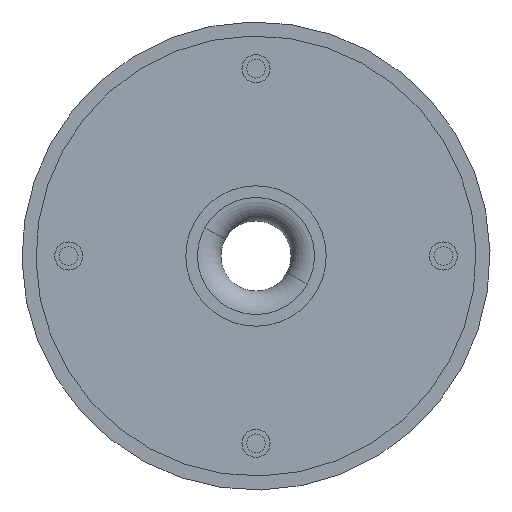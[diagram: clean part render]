
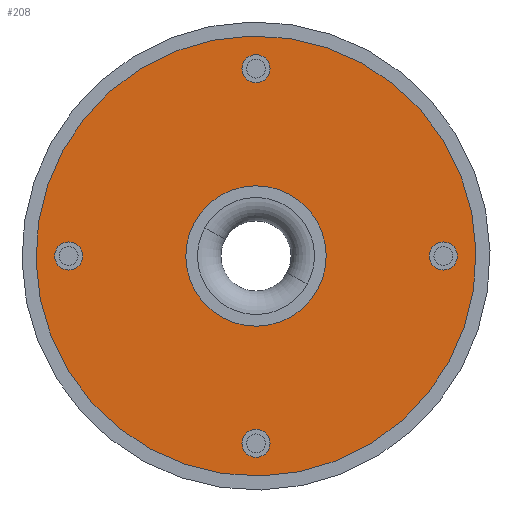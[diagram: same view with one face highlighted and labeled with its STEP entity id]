
A CAD part, front view. The second image highlights one B-rep face of the part: STEP entity #208.
In plain terms, the highlighted planar face has unit normal (0, -1, 0).
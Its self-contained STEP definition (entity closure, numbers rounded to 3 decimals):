
#70=CARTESIAN_POINT('Vertex',(-3.,1.,40.)) ;
#73=CARTESIAN_POINT('Axis2P3D Location',(0.,1.,40.)) ;
#77=CARTESIAN_POINT('Vertex',(3.,1.,40.)) ;
#97=CARTESIAN_POINT('Axis2P3D Location',(0.,1.,40.)) ;
#109=CARTESIAN_POINT('Axis2P3D Location',(0.,1.,15.)) ;
#114=CARTESIAN_POINT('Axis2P3D Location',(0.,1.,0.)) ;
#118=CARTESIAN_POINT('Vertex',(22.533,1.,41.246)) ;
#120=CARTESIAN_POINT('Vertex',(-22.533,1.,-41.246)) ;
#123=CARTESIAN_POINT('Axis2P3D Location',(0.,1.,0.)) ;
#136=CARTESIAN_POINT('Axis2P3D Location',(0.,1.,0.)) ;
#140=CARTESIAN_POINT('Vertex',(-7.191,1.,-13.164)) ;
#142=CARTESIAN_POINT('Vertex',(7.191,1.,13.164)) ;
#145=CARTESIAN_POINT('Axis2P3D Location',(0.,1.,0.)) ;
#154=CARTESIAN_POINT('Axis2P3D Location',(-40.,1.,0.)) ;
#158=CARTESIAN_POINT('Vertex',(-40.,1.,-3.)) ;
#160=CARTESIAN_POINT('Vertex',(-40.,1.,3.)) ;
#163=CARTESIAN_POINT('Axis2P3D Location',(-40.,1.,0.)) ;
#172=CARTESIAN_POINT('Axis2P3D Location',(0.,1.,-40.)) ;
#176=CARTESIAN_POINT('Vertex',(3.,1.,-40.)) ;
#178=CARTESIAN_POINT('Vertex',(-3.,1.,-40.)) ;
#181=CARTESIAN_POINT('Axis2P3D Location',(0.,1.,-40.)) ;
#190=CARTESIAN_POINT('Axis2P3D Location',(40.,1.,0.)) ;
#194=CARTESIAN_POINT('Vertex',(40.,1.,3.)) ;
#196=CARTESIAN_POINT('Vertex',(40.,1.,-3.)) ;
#199=CARTESIAN_POINT('Axis2P3D Location',(40.,1.,0.)) ;
#74=DIRECTION('Axis2P3D Direction',(0.,-1.,0.)) ;
#98=DIRECTION('Axis2P3D Direction',(0.,-1.,0.)) ;
#110=DIRECTION('Axis2P3D Direction',(0.,1.,0.)) ;
#111=DIRECTION('Axis2P3D XDirection',(1.,-0.,0.)) ;
#115=DIRECTION('Axis2P3D Direction',(0.,1.,0.)) ;
#124=DIRECTION('Axis2P3D Direction',(0.,1.,0.)) ;
#137=DIRECTION('Axis2P3D Direction',(0.,1.,0.)) ;
#146=DIRECTION('Axis2P3D Direction',(0.,1.,0.)) ;
#155=DIRECTION('Axis2P3D Direction',(0.,1.,0.)) ;
#164=DIRECTION('Axis2P3D Direction',(0.,1.,0.)) ;
#173=DIRECTION('Axis2P3D Direction',(0.,1.,0.)) ;
#182=DIRECTION('Axis2P3D Direction',(0.,1.,0.)) ;
#191=DIRECTION('Axis2P3D Direction',(0.,1.,0.)) ;
#200=DIRECTION('Axis2P3D Direction',(0.,1.,0.)) ;
#75=AXIS2_PLACEMENT_3D('Circle Axis2P3D',#73,#74,$) ;
#99=AXIS2_PLACEMENT_3D('Circle Axis2P3D',#97,#98,$) ;
#112=AXIS2_PLACEMENT_3D('Plane Axis2P3D',#109,#110,#111) ;
#116=AXIS2_PLACEMENT_3D('Circle Axis2P3D',#114,#115,$) ;
#125=AXIS2_PLACEMENT_3D('Circle Axis2P3D',#123,#124,$) ;
#138=AXIS2_PLACEMENT_3D('Circle Axis2P3D',#136,#137,$) ;
#147=AXIS2_PLACEMENT_3D('Circle Axis2P3D',#145,#146,$) ;
#156=AXIS2_PLACEMENT_3D('Circle Axis2P3D',#154,#155,$) ;
#165=AXIS2_PLACEMENT_3D('Circle Axis2P3D',#163,#164,$) ;
#174=AXIS2_PLACEMENT_3D('Circle Axis2P3D',#172,#173,$) ;
#183=AXIS2_PLACEMENT_3D('Circle Axis2P3D',#181,#182,$) ;
#192=AXIS2_PLACEMENT_3D('Circle Axis2P3D',#190,#191,$) ;
#201=AXIS2_PLACEMENT_3D('Circle Axis2P3D',#199,#200,$) ;
#129=ORIENTED_EDGE('',*,*,#122,.F.) ;
#130=ORIENTED_EDGE('',*,*,#127,.F.) ;
#133=ORIENTED_EDGE('',*,*,#79,.F.) ;
#134=ORIENTED_EDGE('',*,*,#101,.F.) ;
#151=ORIENTED_EDGE('',*,*,#144,.T.) ;
#152=ORIENTED_EDGE('',*,*,#149,.T.) ;
#169=ORIENTED_EDGE('',*,*,#162,.F.) ;
#170=ORIENTED_EDGE('',*,*,#167,.F.) ;
#187=ORIENTED_EDGE('',*,*,#180,.F.) ;
#188=ORIENTED_EDGE('',*,*,#185,.F.) ;
#205=ORIENTED_EDGE('',*,*,#198,.F.) ;
#206=ORIENTED_EDGE('',*,*,#203,.F.) ;
#135=FACE_BOUND('',#132,.T.) ;
#153=FACE_BOUND('',#150,.T.) ;
#171=FACE_BOUND('',#168,.T.) ;
#189=FACE_BOUND('',#186,.T.) ;
#207=FACE_BOUND('',#204,.T.) ;
#208=ADVANCED_FACE('Corps principal',(#131,#135,#153,#171,#189,#207),#113,.F.) ;
#76=CIRCLE('generated circle',#75,3.) ;
#100=CIRCLE('generated circle',#99,3.) ;
#117=CIRCLE('generated circle',#116,47.) ;
#126=CIRCLE('generated circle',#125,47.) ;
#139=CIRCLE('generated circle',#138,15.) ;
#148=CIRCLE('generated circle',#147,15.) ;
#157=CIRCLE('generated circle',#156,3.) ;
#166=CIRCLE('generated circle',#165,3.) ;
#175=CIRCLE('generated circle',#174,3.) ;
#184=CIRCLE('generated circle',#183,3.) ;
#193=CIRCLE('generated circle',#192,3.) ;
#202=CIRCLE('generated circle',#201,3.) ;
#79=EDGE_CURVE('',#71,#78,#76,.T.) ;
#101=EDGE_CURVE('',#78,#71,#100,.T.) ;
#122=EDGE_CURVE('',#119,#121,#117,.T.) ;
#127=EDGE_CURVE('',#121,#119,#126,.T.) ;
#144=EDGE_CURVE('',#141,#143,#139,.T.) ;
#149=EDGE_CURVE('',#143,#141,#148,.T.) ;
#162=EDGE_CURVE('',#159,#161,#157,.F.) ;
#167=EDGE_CURVE('',#161,#159,#166,.F.) ;
#180=EDGE_CURVE('',#177,#179,#175,.F.) ;
#185=EDGE_CURVE('',#179,#177,#184,.F.) ;
#198=EDGE_CURVE('',#195,#197,#193,.F.) ;
#203=EDGE_CURVE('',#197,#195,#202,.F.) ;
#128=EDGE_LOOP('',(#129,#130)) ;
#132=EDGE_LOOP('',(#133,#134)) ;
#150=EDGE_LOOP('',(#151,#152)) ;
#168=EDGE_LOOP('',(#169,#170)) ;
#186=EDGE_LOOP('',(#187,#188)) ;
#204=EDGE_LOOP('',(#205,#206)) ;
#131=FACE_OUTER_BOUND('',#128,.T.) ;
#113=PLANE('',#112) ;
#71=VERTEX_POINT('',#70) ;
#78=VERTEX_POINT('',#77) ;
#119=VERTEX_POINT('',#118) ;
#121=VERTEX_POINT('',#120) ;
#141=VERTEX_POINT('',#140) ;
#143=VERTEX_POINT('',#142) ;
#159=VERTEX_POINT('',#158) ;
#161=VERTEX_POINT('',#160) ;
#177=VERTEX_POINT('',#176) ;
#179=VERTEX_POINT('',#178) ;
#195=VERTEX_POINT('',#194) ;
#197=VERTEX_POINT('',#196) ;
